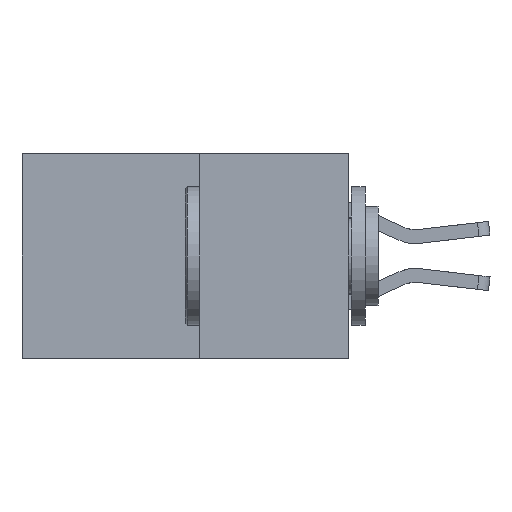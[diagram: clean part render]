
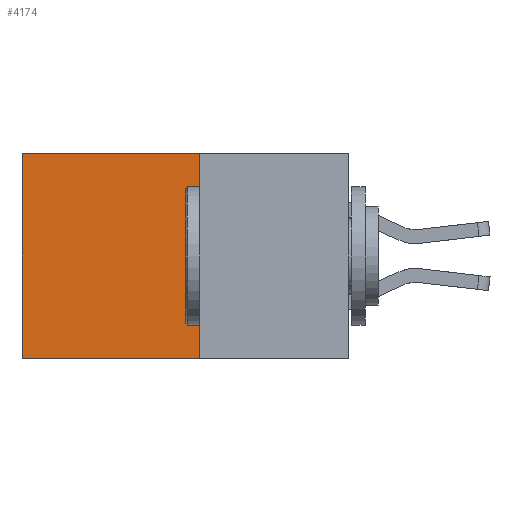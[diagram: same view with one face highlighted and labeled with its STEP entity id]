
A CAD part, left-side view. The second image highlights one B-rep face of the part: STEP entity #4174.
In plain terms, the highlighted planar face has unit normal (-1, 0, 0).
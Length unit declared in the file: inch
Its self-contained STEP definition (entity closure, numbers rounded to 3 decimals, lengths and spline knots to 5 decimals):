
#70 = CARTESIAN_POINT ( 'NONE',  ( 0.277, 0.27, -0.37 ) ) ;
#479 = CARTESIAN_POINT ( 'NONE',  ( 0.277, 0.59, 0. ) ) ;
#489 = VECTOR ( 'NONE', #11056, 39.37008 ) ;
#991 = PLANE ( 'NONE',  #9542 ) ;
#1208 = ORIENTED_EDGE ( 'NONE', *, *, #8570, .F. ) ;
#1242 = VECTOR ( 'NONE', #13488, 39.37008 ) ;
#1781 = CARTESIAN_POINT ( 'NONE',  ( 0.277, 0.59, -0.37 ) ) ;
#2387 = CARTESIAN_POINT ( 'NONE',  ( 0.277, 0.27, -0.37 ) ) ;
#2701 = CARTESIAN_POINT ( 'NONE',  ( 0.277, 0.27, -0.37 ) ) ;
#2792 = VERTEX_POINT ( 'NONE', #1781 ) ;
#2932 = DIRECTION ( 'NONE',  ( 0., 0., -1. ) ) ;
#2946 = DIRECTION ( 'NONE',  ( 1., 0., 0. ) ) ;
#3989 = VERTEX_POINT ( 'NONE', #7610 ) ;
#4174 = ADVANCED_FACE ( 'NONE', ( #9292 ), #991, .F. ) ;
#4495 = VECTOR ( 'NONE', #12999, 39.37008 ) ;
#4566 = EDGE_CURVE ( 'NONE', #3989, #13268, #12321, .T. ) ;
#7287 = EDGE_CURVE ( 'NONE', #3989, #10289, #12754, .T. ) ;
#7326 = DIRECTION ( 'NONE',  ( 0., 0., -1. ) ) ;
#7585 = CARTESIAN_POINT ( 'NONE',  ( 0.277, 0.59, -0.37 ) ) ;
#7599 = EDGE_CURVE ( 'NONE', #13268, #2792, #11952, .T. ) ;
#7610 = CARTESIAN_POINT ( 'NONE',  ( 0.277, 0.27, 0. ) ) ;
#8450 = ORIENTED_EDGE ( 'NONE', *, *, #4566, .T. ) ;
#8570 = EDGE_CURVE ( 'NONE', #10289, #2792, #8869, .T. ) ;
#8869 = LINE ( 'NONE', #2701, #489 ) ;
#9211 = VECTOR ( 'NONE', #7326, 39.37008 ) ;
#9292 = FACE_OUTER_BOUND ( 'NONE', #11867, .T. ) ;
#9542 = AXIS2_PLACEMENT_3D ( 'NONE', #70, #2946, #2932 ) ;
#10289 = VERTEX_POINT ( 'NONE', #2387 ) ;
#10374 = ORIENTED_EDGE ( 'NONE', *, *, #7599, .T. ) ;
#10460 = CARTESIAN_POINT ( 'NONE',  ( 0.277, 0.27, 0. ) ) ;
#11056 = DIRECTION ( 'NONE',  ( 0., 1., 0. ) ) ;
#11217 = ORIENTED_EDGE ( 'NONE', *, *, #7287, .F. ) ;
#11867 = EDGE_LOOP ( 'NONE', ( #10374, #1208, #11217, #8450 ) ) ;
#11952 = LINE ( 'NONE', #7585, #9211 ) ;
#12321 = LINE ( 'NONE', #10460, #1242 ) ;
#12754 = LINE ( 'NONE', #13060, #4495 ) ;
#12999 = DIRECTION ( 'NONE',  ( 0., 0., -1. ) ) ;
#13060 = CARTESIAN_POINT ( 'NONE',  ( 0.277, 0.27, -0.37 ) ) ;
#13268 = VERTEX_POINT ( 'NONE', #479 ) ;
#13488 = DIRECTION ( 'NONE',  ( 0., 1., 0. ) ) ;
